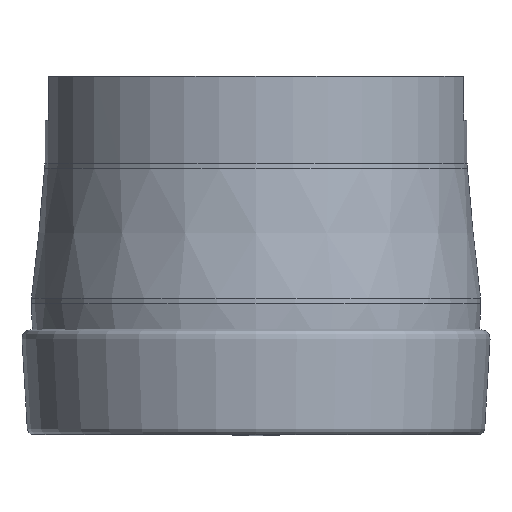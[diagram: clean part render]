
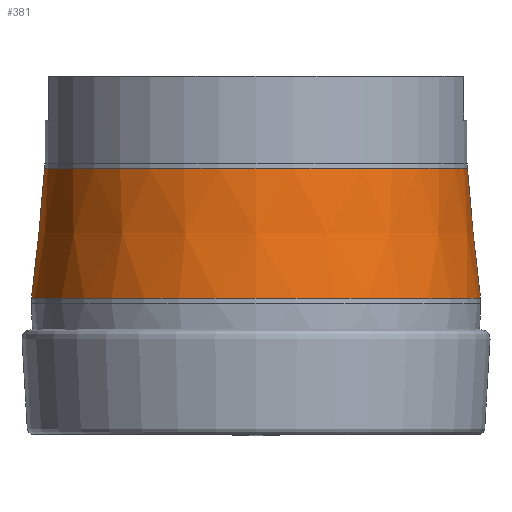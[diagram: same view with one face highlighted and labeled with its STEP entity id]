
A CAD part, left-side view. The second image highlights one B-rep face of the part: STEP entity #381.
In plain terms, the highlighted conical face has half-angle 5.765 degrees and reference radius 23.5 mm.
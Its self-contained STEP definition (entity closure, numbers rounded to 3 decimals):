
#160=CONICAL_SURFACE('',#629,23.5,5.765);
#169=EDGE_LOOP('',(#218));
#170=EDGE_LOOP('',(#219));
#218=ORIENTED_EDGE('',*,*,#310,.T.);
#219=ORIENTED_EDGE('',*,*,#311,.T.);
#310=EDGE_CURVE('',#452,#452,#349,.T.);
#311=EDGE_CURVE('',#453,#453,#350,.T.);
#349=CIRCLE('',#627,24.982);
#350=CIRCLE('',#628,23.525);
#381=ADVANCED_FACE('',(#415,#416),#160,.T.);
#415=FACE_BOUND('',#169,.T.);
#416=FACE_BOUND('',#170,.T.);
#452=VERTEX_POINT('',#942);
#453=VERTEX_POINT('',#944);
#627=AXIS2_PLACEMENT_3D('',#941,#735,#736);
#628=AXIS2_PLACEMENT_3D('',#943,#737,#738);
#629=AXIS2_PLACEMENT_3D('',#945,#739,#740);
#735=DIRECTION('',(0.,0.,1.));
#736=DIRECTION('',(1.,0.,0.));
#737=DIRECTION('',(0.,0.,-1.));
#738=DIRECTION('',(-1.,0.,0.));
#739=DIRECTION('',(0.,0.,-1.));
#740=DIRECTION('',(-1.,0.,0.));
#941=CARTESIAN_POINT('',(0.,0.,-24.678));
#942=CARTESIAN_POINT('',(24.982,0.,-24.678));
#943=CARTESIAN_POINT('',(0.,0.,-10.25));
#944=CARTESIAN_POINT('',(-23.525,0.,-10.25));
#945=CARTESIAN_POINT('',(0.,0.,-10.));
